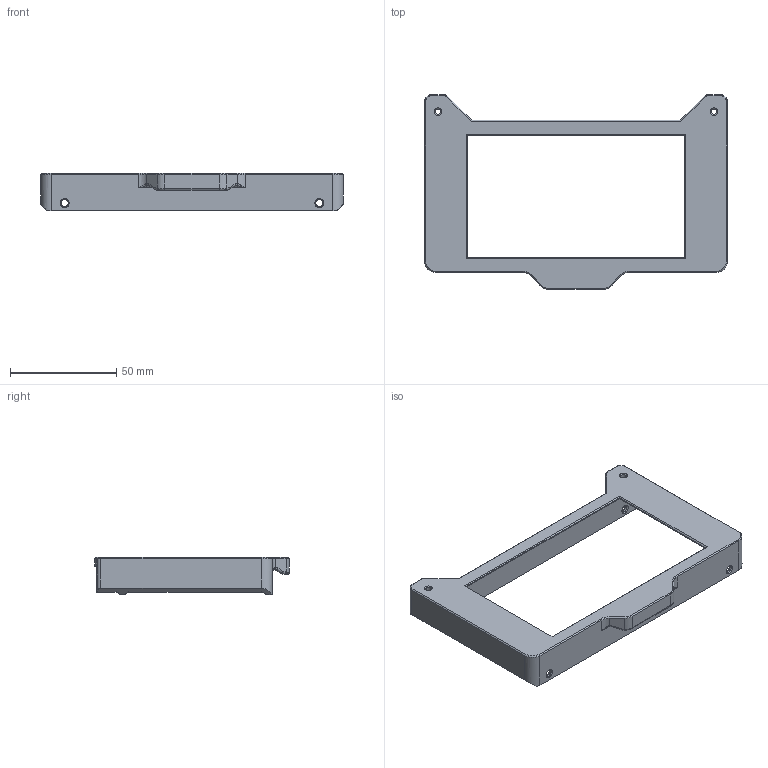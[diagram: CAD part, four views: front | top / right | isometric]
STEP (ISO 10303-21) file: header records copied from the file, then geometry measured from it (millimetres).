
FILE_DESCRIPTION (( 'STEP AP203' ), '1' );
FILE_NAME ('ºìÃ×2AÍâ¿Ç.STEP', '2024-01-19T05:12:51', ( 'Leo' ), ( '' ), 'SwSTEP 2.0', 'SolidWorks 2022', '' );
FILE_SCHEMA (( 'CONFIG_CONTROL_DESIGN' ));
Length unit declared in the file: millimetre
Products named in the file (1): 红米2A外壳
Bounding box: 142.5 x 91.6 x 17.5 mm (x, y, z)
Volume: 21678.1 mm3; surface area: 24611.8 mm2
Topology: 1 solids, 1 shells, 148 faces, 374 edges, 226 vertices
Faces by surface type: plane 57, cylinder 47, cone 34, bspline 8, torus 2
Entity records: 4613 total; most frequent: CARTESIAN_POINT 989, DIRECTION 752, ORIENTED_EDGE 744, EDGE_CURVE 372, AXIS2_PLACEMENT_3D 267, VERTEX_POINT 226, LINE 218, VECTOR 218
